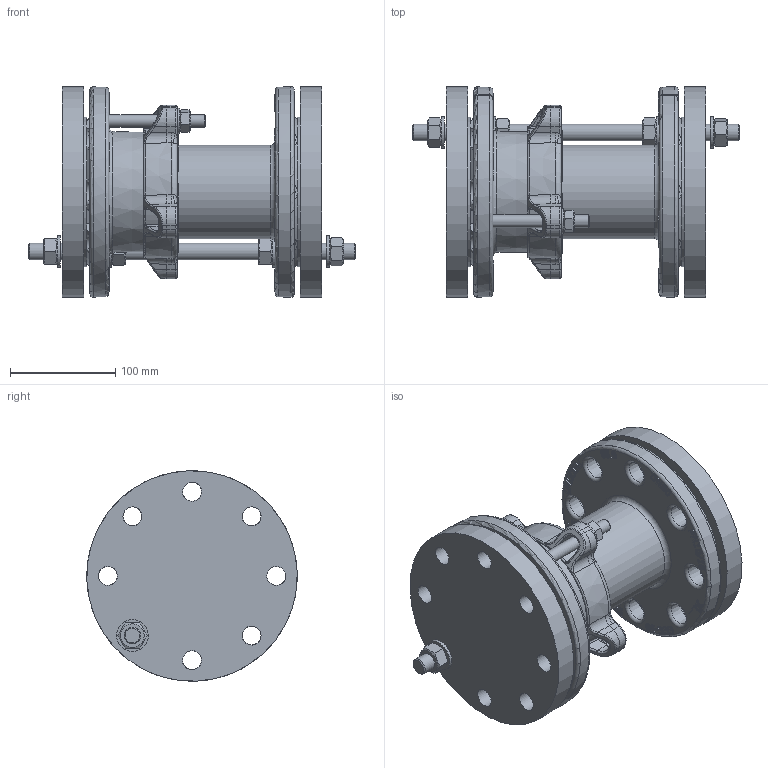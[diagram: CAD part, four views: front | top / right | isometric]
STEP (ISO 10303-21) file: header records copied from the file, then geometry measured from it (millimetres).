
FILE_DESCRIPTION(/* description */ ('PAS-10-CAST-DN80-PN10_16'),/* implementation_level */ '2;1');
FILE_NAME(/* name */ 'PAS-10-CAST-DN80-PN10_16.stp',/* time_stamp */ '2017-10-25T14:19:25+02:00',/* author */ ('HP-620 op ssd'),/* organization */ (''),/* preprocessor_version */ 'ST-DEVELOPER v16.5',/* originating_system */ 'Autodesk Inventor 2017',/* authorisation */ '');
FILE_SCHEMA (('AUTOMOTIVE_DESIGN { 1 0 10303 214 3 1 1 }'));
Products named in the file (15): PAS-10-CAST-DN80-PN10_16; DN80-PN10_16 RF-Fpiece; FABodycast-PN10_16-DN80-OD88.9-RF slobgat; 13000527; 13005xx1; DIN 2527 Blank Flange Type B - PN 16 B 80 ND 16; ISO 7483 Non-metalic Flat Gasket Inside Bolt Circle - PN 40-M80-3; DIN 2527 Blank Flange Type B - PN 16 B 80 ND 16_1; ISO 7483 Non-metalic Flat Gasket Inside Bolt Circle - PN 40-M80-3_1; 13000018; Nut-M12-ST 8-HDG; Washer-M12-DIN125A-HDG-0001; Tierod-M16x310-8.8-HDG-0001; Nut-M16-ST 8-HDG; Washer-M16-DIN 125A-HDG-0001
Assembly tree (20 placements, depth 2):
  PAS-10-CAST-DN80-PN10_16
    DN80-PN10_16 RF-Fpiece
    FABodycast-PN10_16-DN80-OD88.9-RF slobgat
    13000527
    13005xx1
    DIN 2527 Blank Flange Type B - PN 16 B 80 ND 16
    ISO 7483 Non-metalic Flat Gasket Inside Bolt Circle - PN 40-M80-3
    DIN 2527 Blank Flange Type B - PN 16 B 80 ND 16_1
    ISO 7483 Non-metalic Flat Gasket Inside Bolt Circle - PN 40-M80-3_1
    13000018
    Nut-M12-ST 8-HDG
    Washer-M12-DIN125A-HDG-0001
    Nut-M16-ST 8-HDG  x4
    Tierod-M16x310-8.8-HDG-0001
    Washer-M16-DIN 125A-HDG-0001  x4
Bounding box: 310 x 199.95 x 199.89 mm (x, y, z)
Volume: 2736829.5 mm3; surface area: 557061 mm2
Topology: 20 solids, 20 shells, 2919 faces, 7777 edges, 5075 vertices
Faces by surface type: plane 1321, bspline 1217, cylinder 130, cone 123, torus 120, sphere 8
Full cylindrical faces by diameter (mm): 10.106 x1, 11.053 x1, 12 x1, 13.835 x4, 14 x1, 16 x1, 17 x4, 17.2 x1, 18 x16, 24 x1, 30 x4, 76.9 x1, 80 x1, 88.9 x2, 89 x2, 93.9 x1, 142 x2, 200 x2
Entity records: 114227 total; most frequent: CARTESIAN_POINT 48219, ORIENTED_EDGE 15086, DIRECTION 9086, EDGE_CURVE 7543, VERTEX_POINT 4987, LINE 4226, VECTOR 4226, EDGE_LOOP 3252
